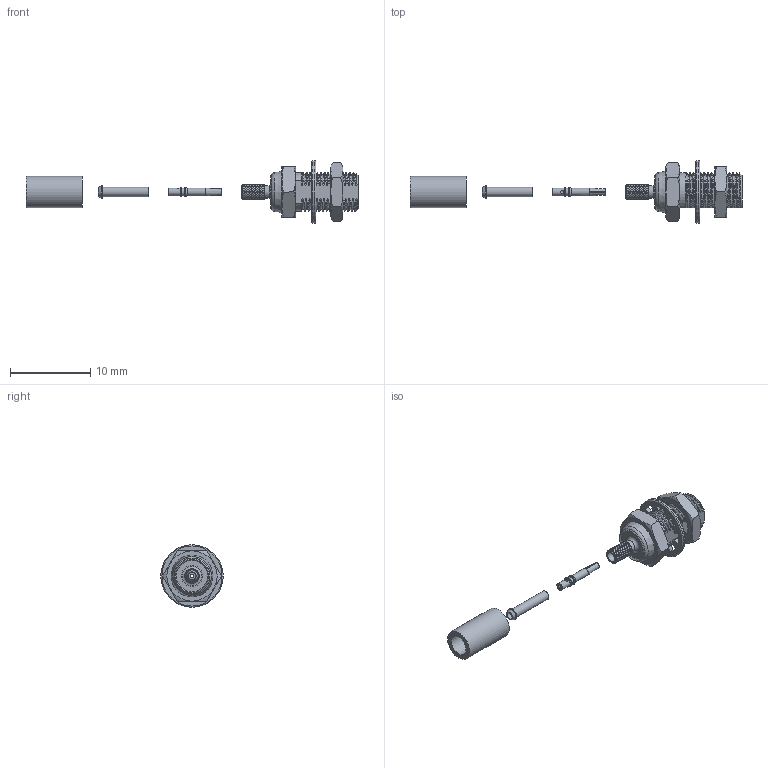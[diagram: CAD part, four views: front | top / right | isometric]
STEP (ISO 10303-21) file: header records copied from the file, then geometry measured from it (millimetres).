
FILE_DESCRIPTION(/* description */ ('Unknown'),/* implementation_level */ '2;1');
FILE_NAME(/* name */ '60626421110420',/* time_stamp */ '2019-04-05T09:41:04+02:00',/* author */ ('Unknown'),/* organization */ ('Unknown'),/* preprocessor_version */ 'ST-DEVELOPER v16.7',/* originating_system */ 'DEX',/* authorisation */ $);
FILE_SCHEMA (('AUTOMOTIVE_DESIGN {1 0 10303 214 3 1 1}'));
Products named in the file (1): 60626421110420
Bounding box: 41.45 x 7.8 x 7.8 mm (x, y, z)
Volume: 256.7 mm3; surface area: 936.6 mm2
Topology: 5 solids, 5 shells, 1907 faces, 4094 edges, 2186 vertices
Faces by surface type: bspline 1315, cylinder 437, plane 128, cone 19, torus 8
Full cylindrical faces by diameter (mm): 0.4 x2, 0.9 x1, 0.96 x5, 1.157 x1, 1.18 x1, 1.2 x2, 1.22 x1, 1.38 x1, 1.5 x1, 1.52 x1, 1.6 x1, 1.7 x1, 2.5 x1, 2.6 x1, 2.89 x1, 2.9 x1, 3.45 x1, 3.9 x1, 4.08 x1, 7.8 x1
Entity records: 98934 total; most frequent: CARTESIAN_POINT 60262, ORIENTED_EDGE 8032, EDGE_CURVE 4016, VERTEX_POINT 2160, EDGE_LOOP 2006, FACE_BOUND 2006, DIRECTION 1920, ADVANCED_FACE 1906
